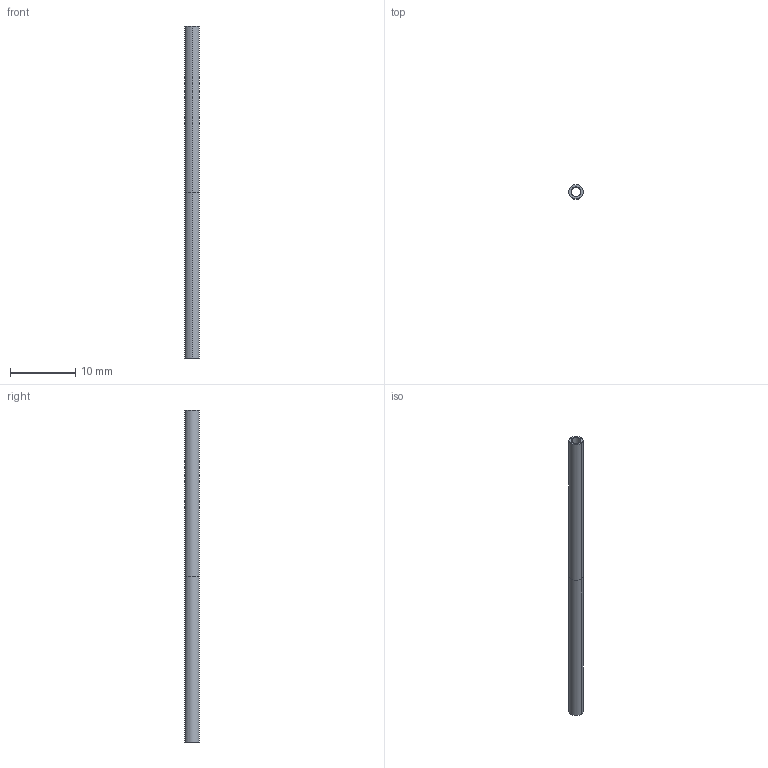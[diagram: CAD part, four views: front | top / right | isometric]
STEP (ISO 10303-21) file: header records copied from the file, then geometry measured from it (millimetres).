
FILE_DESCRIPTION((''),'2;1');
FILE_NAME('193336_ASM','2016-02-17T',('pdmadmin'),(''),'PRO/ENGINEER BY PARAMETRIC TECHNOLOGY CORPORATION, 2013230','PRO/ENGINEER BY PARAMETRIC TECHNOLOGY CORPORATION, 2013230','');
FILE_SCHEMA(('CONFIG_CONTROL_DESIGN'));
Length unit declared in the file: inch
Products named in the file (3): 39681; 56088_ASM; 193336_ASM
Assembly tree (3 placements, depth 3):
  193336_ASM
    56088_ASM
      39681  x2
Bounding box: 2.21 x 2.21 x 50.8 mm (x, y, z)
Volume: 105.2 mm3; surface area: 600.1 mm2
Topology: 2 solids, 2 shells, 12 faces, 24 edges, 16 vertices
Faces by surface type: cylinder 8, plane 4
Entity records: 276 total; most frequent: DIRECTION 48, CARTESIAN_POINT 34, ORIENTED_EDGE 24, AXIS2_PLACEMENT_3D 22, EDGE_CURVE 12, VERTEX_POINT 8, EDGE_LOOP 8, CIRCLE 8
